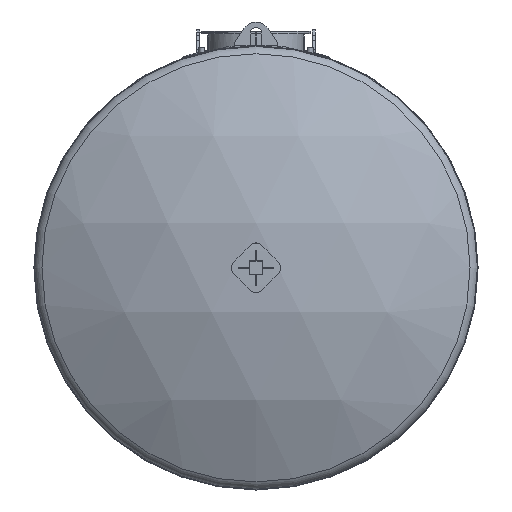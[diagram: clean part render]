
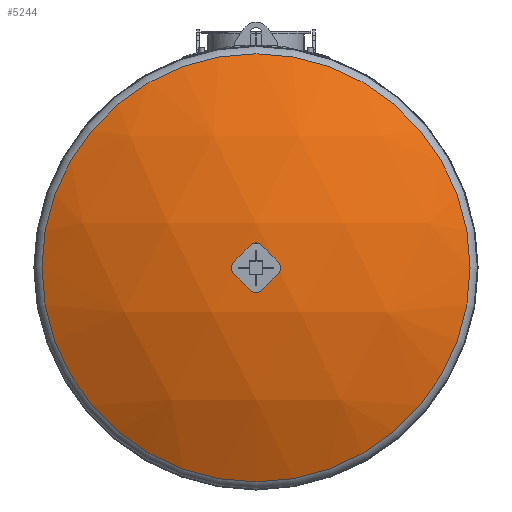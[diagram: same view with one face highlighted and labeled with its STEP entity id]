
A CAD part, left-side view. The second image highlights one B-rep face of the part: STEP entity #5244.
In plain terms, the highlighted spherical face has radius 2915 mm.
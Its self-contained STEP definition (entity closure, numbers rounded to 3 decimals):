
#33=SPHERICAL_SURFACE('',#5758,2915.);
#405=FACE_OUTER_BOUND('',#695,.T.);
#695=EDGE_LOOP('',(#3960));
#2030=CIRCLE('',#5756,1402.06);
#2353=VERTEX_POINT('',#8442);
#3004=EDGE_CURVE('',#2353,#2353,#2030,.T.);
#3960=ORIENTED_EDGE('',*,*,#3004,.T.);
#5244=ADVANCED_FACE('',(#405),#33,.T.);
#5756=AXIS2_PLACEMENT_3D('',#8443,#6628,#6629);
#5758=AXIS2_PLACEMENT_3D('',#8445,#6632,#6633);
#6628=DIRECTION('center_axis',(-1.,0.,0.));
#6629=DIRECTION('ref_axis',(0.,-1.,0.));
#6632=DIRECTION('center_axis',(0.,0.,1.));
#6633=DIRECTION('ref_axis',(0.,-1.,0.));
#8442=CARTESIAN_POINT('',(-127.927,0.,1402.06));
#8443=CARTESIAN_POINT('Origin',(-127.927,0.,
0.));
#8445=CARTESIAN_POINT('Origin',(2427.744,0.,
0.));
